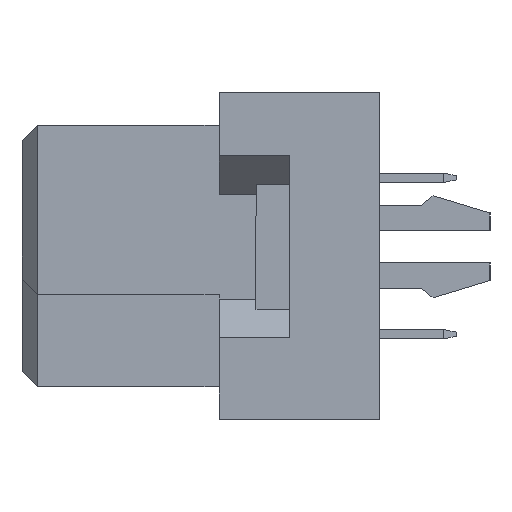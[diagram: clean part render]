
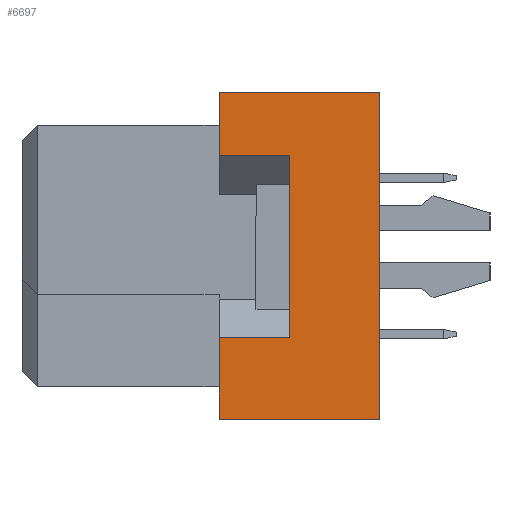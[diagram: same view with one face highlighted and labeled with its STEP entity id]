
A CAD part, left-side view. The second image highlights one B-rep face of the part: STEP entity #6697.
In plain terms, the highlighted planar face has unit normal (-1, 0, 0).
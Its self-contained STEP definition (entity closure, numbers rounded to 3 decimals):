
#476 = DIRECTION ( 'NONE',  ( 0., 0., 1. ) ) ;
#520 = VERTEX_POINT ( 'NONE', #15907 ) ;
#764 = AXIS2_PLACEMENT_3D ( 'NONE', #7265, #18819, #15124 ) ;
#803 = LINE ( 'NONE', #7429, #7726 ) ;
#871 = DIRECTION ( 'NONE',  ( 0., 1., 0. ) ) ;
#1028 = EDGE_CURVE ( 'NONE', #520, #6880, #20555, .T. ) ;
#1360 = CARTESIAN_POINT ( 'NONE',  ( -27.5, -6.4, -2.65 ) ) ;
#1714 = DIRECTION ( 'NONE',  ( 0., 1., 0. ) ) ;
#1857 = VERTEX_POINT ( 'NONE', #17251 ) ;
#2022 = DIRECTION ( 'NONE',  ( 0., 0., 1. ) ) ;
#2086 = CARTESIAN_POINT ( 'NONE',  ( -27.5, -6.4, -5.3 ) ) ;
#2107 = ORIENTED_EDGE ( 'NONE', *, *, #18392, .T. ) ;
#2589 = VECTOR ( 'NONE', #871, 1000. ) ;
#4515 = EDGE_CURVE ( 'NONE', #16475, #1857, #18866, .T. ) ;
#4526 = VERTEX_POINT ( 'NONE', #20594 ) ;
#4903 = VECTOR ( 'NONE', #16140, 1000. ) ;
#5320 = EDGE_CURVE ( 'NONE', #15367, #4526, #10092, .T. ) ;
#5325 = ORIENTED_EDGE ( 'NONE', *, *, #19024, .F. ) ;
#5790 = DIRECTION ( 'NONE',  ( 0., 1., 0. ) ) ;
#5968 = EDGE_CURVE ( 'NONE', #8579, #16475, #11133, .T. ) ;
#6174 = CARTESIAN_POINT ( 'NONE',  ( -27.5, -8.7, -2.65 ) ) ;
#6697 = ADVANCED_FACE ( 'NONE', ( #13718 ), #18929, .T. ) ;
#6880 = VERTEX_POINT ( 'NONE', #1360 ) ;
#6945 = VECTOR ( 'NONE', #1714, 1000. ) ;
#7167 = CARTESIAN_POINT ( 'NONE',  ( -27.5, -8.7, -2.65 ) ) ;
#7265 = CARTESIAN_POINT ( 'NONE',  ( -27.5, -11.6, 5.3 ) ) ;
#7327 = ORIENTED_EDGE ( 'NONE', *, *, #5968, .F. ) ;
#7429 = CARTESIAN_POINT ( 'NONE',  ( -27.5, -11.6, 5.3 ) ) ;
#7726 = VECTOR ( 'NONE', #5790, 1000. ) ;
#7914 = CARTESIAN_POINT ( 'NONE',  ( -27.5, -6.4, 3.25 ) ) ;
#8031 = LINE ( 'NONE', #6174, #16448 ) ;
#8186 = EDGE_CURVE ( 'NONE', #15367, #15784, #16627, .T. ) ;
#8218 = CARTESIAN_POINT ( 'NONE',  ( -27.5, -6.4, -5.3 ) ) ;
#8579 = VERTEX_POINT ( 'NONE', #9935 ) ;
#9012 = CARTESIAN_POINT ( 'NONE',  ( -27.5, -6.4, -5.3 ) ) ;
#9762 = VECTOR ( 'NONE', #2022, 1000. ) ;
#9818 = VECTOR ( 'NONE', #10280, 1000. ) ;
#9935 = CARTESIAN_POINT ( 'NONE',  ( -27.5, -8.7, 3.25 ) ) ;
#10092 = LINE ( 'NONE', #18474, #9762 ) ;
#10224 = VECTOR ( 'NONE', #476, 1000. ) ;
#10280 = DIRECTION ( 'NONE',  ( 0., 0., 1. ) ) ;
#11133 = LINE ( 'NONE', #16243, #4903 ) ;
#11920 = LINE ( 'NONE', #8218, #9818 ) ;
#12193 = EDGE_LOOP ( 'NONE', ( #18712, #16178, #16963, #16557, #2107, #21156, #7327, #5325 ) ) ;
#13718 = FACE_OUTER_BOUND ( 'NONE', #12193, .T. ) ;
#15124 = DIRECTION ( 'NONE',  ( 0., 0., 1. ) ) ;
#15367 = VERTEX_POINT ( 'NONE', #17320 ) ;
#15784 = VERTEX_POINT ( 'NONE', #9012 ) ;
#15907 = CARTESIAN_POINT ( 'NONE',  ( -27.5, -8.7, -2.65 ) ) ;
#16140 = DIRECTION ( 'NONE',  ( 0., 1., 0. ) ) ;
#16178 = ORIENTED_EDGE ( 'NONE', *, *, #21056, .F. ) ;
#16243 = CARTESIAN_POINT ( 'NONE',  ( -27.5, -8.7, 3.25 ) ) ;
#16448 = VECTOR ( 'NONE', #21300, 1000. ) ;
#16475 = VERTEX_POINT ( 'NONE', #7914 ) ;
#16557 = ORIENTED_EDGE ( 'NONE', *, *, #5320, .T. ) ;
#16627 = LINE ( 'NONE', #19578, #6945 ) ;
#16963 = ORIENTED_EDGE ( 'NONE', *, *, #8186, .F. ) ;
#17251 = CARTESIAN_POINT ( 'NONE',  ( -27.5, -6.4, 5.3 ) ) ;
#17320 = CARTESIAN_POINT ( 'NONE',  ( -27.5, -11.6, -5.3 ) ) ;
#18392 = EDGE_CURVE ( 'NONE', #4526, #1857, #803, .T. ) ;
#18474 = CARTESIAN_POINT ( 'NONE',  ( -27.5, -11.6, 5.3 ) ) ;
#18712 = ORIENTED_EDGE ( 'NONE', *, *, #1028, .T. ) ;
#18819 = DIRECTION ( 'NONE',  ( -1., 0., 0. ) ) ;
#18866 = LINE ( 'NONE', #2086, #10224 ) ;
#18929 = PLANE ( 'NONE',  #764 ) ;
#19024 = EDGE_CURVE ( 'NONE', #520, #8579, #8031, .T. ) ;
#19578 = CARTESIAN_POINT ( 'NONE',  ( -27.5, -11.6, -5.3 ) ) ;
#20555 = LINE ( 'NONE', #7167, #2589 ) ;
#20594 = CARTESIAN_POINT ( 'NONE',  ( -27.5, -11.6, 5.3 ) ) ;
#21056 = EDGE_CURVE ( 'NONE', #15784, #6880, #11920, .T. ) ;
#21156 = ORIENTED_EDGE ( 'NONE', *, *, #4515, .F. ) ;
#21300 = DIRECTION ( 'NONE',  ( 0., 0., 1. ) ) ;
